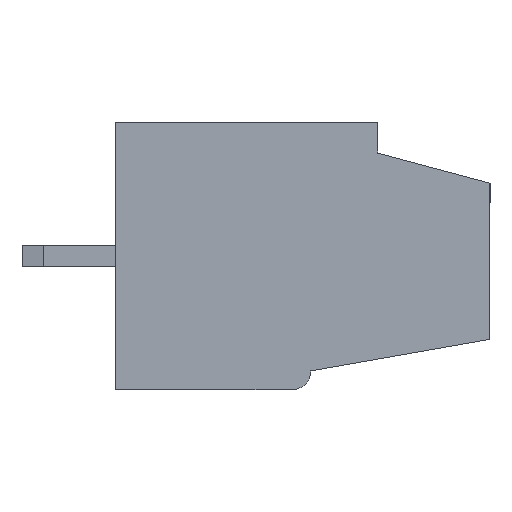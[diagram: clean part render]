
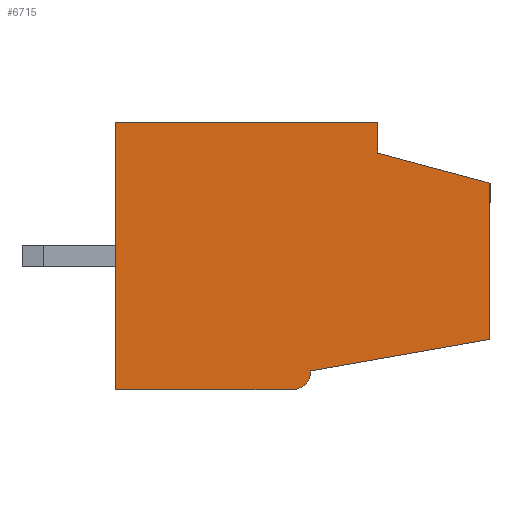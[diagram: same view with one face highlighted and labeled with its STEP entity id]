
A CAD part, left-side view. The second image highlights one B-rep face of the part: STEP entity #6715.
In plain terms, the highlighted planar face has unit normal (-1, 0, 0).
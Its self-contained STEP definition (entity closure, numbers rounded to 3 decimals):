
#1859=DIRECTION('',(0.,0.,1.));
#1860=VECTOR('',#1859,1.15);
#1861=CARTESIAN_POINT('',(7.309,4.2,3.85));
#1862=LINE('',#1861,#1860);
#2440=DIRECTION('',(0.,0.,-1.));
#2441=VECTOR('',#2440,5.843);
#2442=CARTESIAN_POINT('',(7.309,0.,
2.725));
#2443=LINE('',#2442,#2441);
#2444=DIRECTION('',(0.,0.985,-0.174));
#2445=VECTOR('',#2444,6.803);
#2446=CARTESIAN_POINT('',(7.309,0.,-3.119));
#2447=LINE('',#2446,#2445);
#2448=CARTESIAN_POINT('',(7.309,7.4,-4.3));
#2449=DIRECTION('',(1.,0.,0.));
#2450=DIRECTION('',(0.,-1.,0.));
#2451=AXIS2_PLACEMENT_3D('',#2448,#2449,#2450);
#2453=DIRECTION('',(0.,1.,0.));
#2454=VECTOR('',#2453,6.6);
#2455=CARTESIAN_POINT('',(7.309,7.4,-5.));
#2456=LINE('',#2455,#2454);
#2457=DIRECTION('',(0.,0.,1.));
#2458=VECTOR('',#2457,10.);
#2459=CARTESIAN_POINT('',(7.309,14.,-5.));
#2460=LINE('',#2459,#2458);
#2461=DIRECTION('',(0.,-1.,0.));
#2462=VECTOR('',#2461,9.8);
#2463=CARTESIAN_POINT('',(7.309,14.,5.));
#2464=LINE('',#2463,#2462);
#2465=DIRECTION('',(0.,-0.966,-0.259));
#2466=VECTOR('',#2465,4.348);
#2467=CARTESIAN_POINT('',(7.309,4.2,3.85));
#2468=LINE('',#2467,#2466);
#3006=CARTESIAN_POINT('',(7.309,0.,
2.725));
#3007=CARTESIAN_POINT('',(7.309,0.,-3.119));
#3008=VERTEX_POINT('',#3006);
#3009=VERTEX_POINT('',#3007);
#3010=CARTESIAN_POINT('',(7.309,6.7,-4.3));
#3011=VERTEX_POINT('',#3010);
#3012=CARTESIAN_POINT('',(7.309,7.4,-5.));
#3013=VERTEX_POINT('',#3012);
#3014=CARTESIAN_POINT('',(7.309,14.,-5.));
#3015=VERTEX_POINT('',#3014);
#3016=CARTESIAN_POINT('',(7.309,14.,5.));
#3017=VERTEX_POINT('',#3016);
#3018=CARTESIAN_POINT('',(7.309,4.2,5.));
#3019=VERTEX_POINT('',#3018);
#3020=CARTESIAN_POINT('',(7.309,4.2,3.85));
#3021=VERTEX_POINT('',#3020);
#6700=CARTESIAN_POINT('',(7.309,0.,0.));
#6701=DIRECTION('',(-1.,0.,0.));
#6702=DIRECTION('',(0.,-1.,0.));
#6703=AXIS2_PLACEMENT_3D('',#6700,#6701,#6702);
#6704=PLANE('',#6703);
#6705=ORIENTED_EDGE('',*,*,#3977,.T.);
#6706=ORIENTED_EDGE('',*,*,#6499,.T.);
#6707=ORIENTED_EDGE('',*,*,#6485,.T.);
#6708=ORIENTED_EDGE('',*,*,#6427,.T.);
#6709=ORIENTED_EDGE('',*,*,#5954,.T.);
#6710=ORIENTED_EDGE('',*,*,#5915,.T.);
#6711=ORIENTED_EDGE('',*,*,#5848,.F.);
#6712=ORIENTED_EDGE('',*,*,#5825,.T.);
#6713=EDGE_LOOP('',(#6705,#6706,#6707,#6708,#6709,#6710,#6711,#6712));
#6714=FACE_OUTER_BOUND('',#6713,.F.);
#2452=CIRCLE('',#2451,0.7);
#3977=EDGE_CURVE('',#3008,#3009,#2443,.T.);
#5825=EDGE_CURVE('',#3021,#3008,#2468,.T.);
#5848=EDGE_CURVE('',#3021,#3019,#1862,.T.);
#5915=EDGE_CURVE('',#3017,#3019,#2464,.T.);
#5954=EDGE_CURVE('',#3015,#3017,#2460,.T.);
#6427=EDGE_CURVE('',#3013,#3015,#2456,.T.);
#6485=EDGE_CURVE('',#3011,#3013,#2452,.T.);
#6499=EDGE_CURVE('',#3009,#3011,#2447,.T.);
#6715=ADVANCED_FACE('',(#6714),#6704,.T.);
